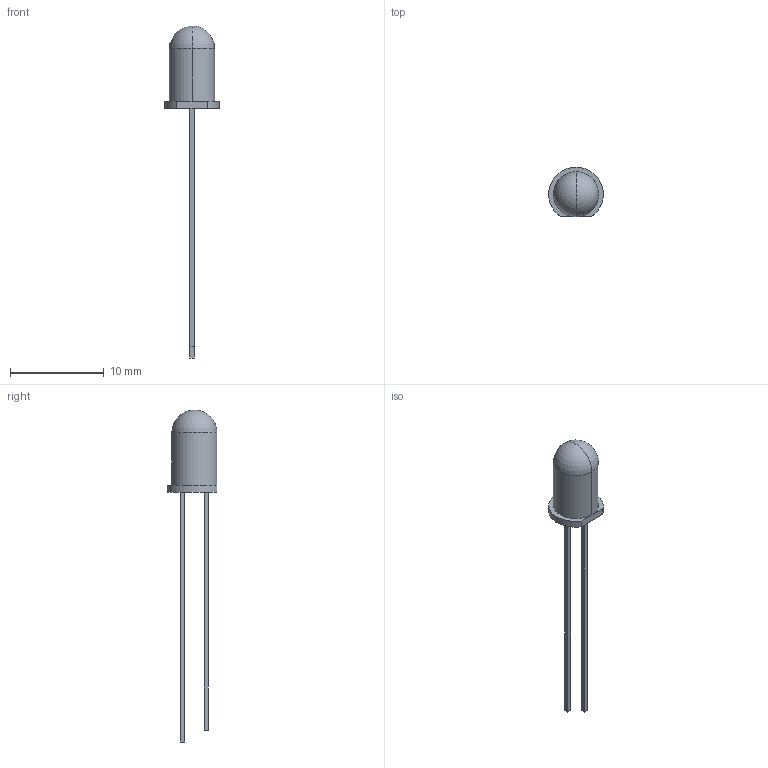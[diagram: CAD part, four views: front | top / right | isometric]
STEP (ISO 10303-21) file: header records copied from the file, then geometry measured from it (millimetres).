
FILE_DESCRIPTION((''),'2;1');
FILE_NAME('5219246F','2011-02-10T',('ferriga'),(''),'PRO/ENGINEER BY PARAMETRIC TECHNOLOGY CORPORATION, 2009140','PRO/ENGINEER BY PARAMETRIC TECHNOLOGY CORPORATION, 2009140','');
FILE_SCHEMA(('CONFIG_CONTROL_DESIGN'));
Length unit declared in the file: inch
Products named in the file (1): 5219246F
Bounding box: 5.84 x 5.33 x 35.48 mm (x, y, z)
Volume: 163 mm3; surface area: 264.2 mm2
Topology: 1 solids, 1 shells, 18 faces, 41 edges, 25 vertices
Faces by surface type: plane 13, cylinder 3, sphere 2
Entity records: 527 total; most frequent: DIRECTION 83, CARTESIAN_POINT 82, ORIENTED_EDGE 78, EDGE_CURVE 39, VECTOR 31, LINE 31, AXIS2_PLACEMENT_3D 26, VERTEX_POINT 25
